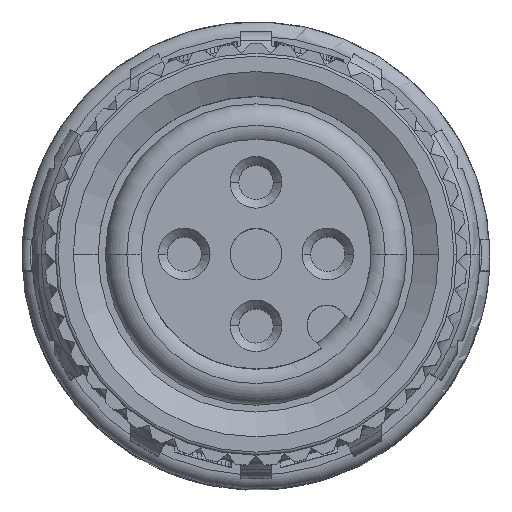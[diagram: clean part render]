
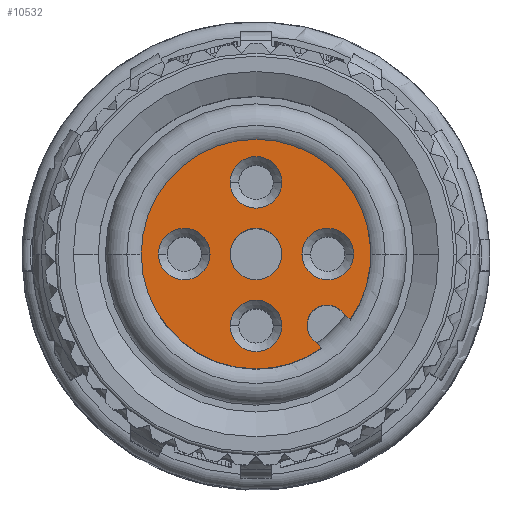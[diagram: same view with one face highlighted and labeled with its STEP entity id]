
A CAD part, top view. The second image highlights one B-rep face of the part: STEP entity #10532.
In plain terms, the highlighted planar face has unit normal (0, 0, 1).
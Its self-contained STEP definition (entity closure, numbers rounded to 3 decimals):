
#9115=FACE_BOUND('',#14238,.T.);
#9116=FACE_BOUND('',#14239,.T.);
#9117=FACE_BOUND('',#14240,.T.);
#9118=FACE_BOUND('',#14241,.T.);
#9119=FACE_BOUND('',#14242,.T.);
#9120=FACE_BOUND('',#14243,.T.);
#10532=ADVANCED_FACE('',(#9115,#9116,#9117,#9118,#9119,#9120),#11732,.T.);
#11732=PLANE('',#35984);
#14238=EDGE_LOOP('',(#26907,#26908));
#14239=EDGE_LOOP('',(#26909,#26910,#26911));
#14240=EDGE_LOOP('',(#26912,#26913,#26914));
#14241=EDGE_LOOP('',(#26915,#26916,#26917));
#14242=EDGE_LOOP('',(#26918,#26919,#26920));
#14243=EDGE_LOOP('',(#26921,#26922,#26923,#26924,#26925,#26926,#26927));
#17260=LINE('',#54067,#20417);
#17265=LINE('',#54077,#20422);
#20417=VECTOR('',#41782,1.);
#20422=VECTOR('',#41789,1.);
#26907=ORIENTED_EDGE('',*,*,#33726,.T.);
#26908=ORIENTED_EDGE('',*,*,#33727,.T.);
#26909=ORIENTED_EDGE('',*,*,#33728,.F.);
#26910=ORIENTED_EDGE('',*,*,#33729,.F.);
#26911=ORIENTED_EDGE('',*,*,#33730,.F.);
#26912=ORIENTED_EDGE('',*,*,#33731,.F.);
#26913=ORIENTED_EDGE('',*,*,#33732,.F.);
#26914=ORIENTED_EDGE('',*,*,#33733,.F.);
#26915=ORIENTED_EDGE('',*,*,#33734,.F.);
#26916=ORIENTED_EDGE('',*,*,#33735,.F.);
#26917=ORIENTED_EDGE('',*,*,#33736,.F.);
#26918=ORIENTED_EDGE('',*,*,#33737,.F.);
#26919=ORIENTED_EDGE('',*,*,#33738,.F.);
#26920=ORIENTED_EDGE('',*,*,#33739,.F.);
#26921=ORIENTED_EDGE('',*,*,#33740,.F.);
#26922=ORIENTED_EDGE('',*,*,#33741,.F.);
#26923=ORIENTED_EDGE('',*,*,#33742,.F.);
#26924=ORIENTED_EDGE('',*,*,#33722,.F.);
#26925=ORIENTED_EDGE('',*,*,#33698,.F.);
#26926=ORIENTED_EDGE('',*,*,#33743,.F.);
#26927=ORIENTED_EDGE('',*,*,#33717,.F.);
#30210=VERTEX_POINT('',#53958);
#30211=VERTEX_POINT('',#53959);
#30226=VERTEX_POINT('',#54066);
#30227=VERTEX_POINT('',#54068);
#30231=VERTEX_POINT('',#54078);
#30234=VERTEX_POINT('',#54156);
#30235=VERTEX_POINT('',#54157);
#30236=VERTEX_POINT('',#54160);
#30237=VERTEX_POINT('',#54161);
#30238=VERTEX_POINT('',#54163);
#30239=VERTEX_POINT('',#54166);
#30240=VERTEX_POINT('',#54167);
#30241=VERTEX_POINT('',#54169);
#30242=VERTEX_POINT('',#54172);
#30243=VERTEX_POINT('',#54173);
#30244=VERTEX_POINT('',#54175);
#30245=VERTEX_POINT('',#54178);
#30246=VERTEX_POINT('',#54179);
#30247=VERTEX_POINT('',#54181);
#30248=VERTEX_POINT('',#54184);
#30249=VERTEX_POINT('',#54186);
#33698=EDGE_CURVE('',#30210,#30211,#34454,.T.);
#33717=EDGE_CURVE('',#30226,#30227,#17260,.T.);
#33722=EDGE_CURVE('',#30211,#30231,#17265,.T.);
#33726=EDGE_CURVE('',#30234,#30235,#34464,.T.);
#33727=EDGE_CURVE('',#30235,#30234,#34465,.T.);
#33728=EDGE_CURVE('',#30236,#30237,#34466,.T.);
#33729=EDGE_CURVE('',#30238,#30236,#34467,.T.);
#33730=EDGE_CURVE('',#30237,#30238,#34468,.T.);
#33731=EDGE_CURVE('',#30239,#30240,#34469,.T.);
#33732=EDGE_CURVE('',#30241,#30239,#34470,.T.);
#33733=EDGE_CURVE('',#30240,#30241,#34471,.T.);
#33734=EDGE_CURVE('',#30242,#30243,#34472,.T.);
#33735=EDGE_CURVE('',#30244,#30242,#34473,.T.);
#33736=EDGE_CURVE('',#30243,#30244,#34474,.T.);
#33737=EDGE_CURVE('',#30245,#30246,#34475,.T.);
#33738=EDGE_CURVE('',#30247,#30245,#34476,.T.);
#33739=EDGE_CURVE('',#30246,#30247,#34477,.T.);
#33740=EDGE_CURVE('',#30248,#30226,#34478,.T.);
#33741=EDGE_CURVE('',#30249,#30248,#34479,.T.);
#33742=EDGE_CURVE('',#30231,#30249,#34480,.T.);
#33743=EDGE_CURVE('',#30227,#30210,#34481,.T.);
#34454=CIRCLE('',#35950,0.7);
#34464=CIRCLE('',#35966,0.9);
#34465=CIRCLE('',#35967,0.9);
#34466=CIRCLE('',#35968,0.9);
#34467=CIRCLE('',#35969,0.9);
#34468=CIRCLE('',#35970,0.9);
#34469=CIRCLE('',#35971,0.9);
#34470=CIRCLE('',#35972,0.9);
#34471=CIRCLE('',#35973,0.9);
#34472=CIRCLE('',#35974,0.9);
#34473=CIRCLE('',#35975,0.9);
#34474=CIRCLE('',#35976,0.9);
#34475=CIRCLE('',#35977,0.9);
#34476=CIRCLE('',#35978,0.9);
#34477=CIRCLE('',#35979,0.9);
#34478=CIRCLE('',#35980,4.);
#34479=CIRCLE('',#35981,4.);
#34480=CIRCLE('',#35982,4.);
#34481=CIRCLE('',#35983,0.7);
#35950=AXIS2_PLACEMENT_3D('',#53957,#41747,#41748);
#35966=AXIS2_PLACEMENT_3D('',#54155,#41793,#41794);
#35967=AXIS2_PLACEMENT_3D('',#54158,#41795,#41796);
#35968=AXIS2_PLACEMENT_3D('',#54159,#41797,#41798);
#35969=AXIS2_PLACEMENT_3D('',#54162,#41799,#41800);
#35970=AXIS2_PLACEMENT_3D('',#54164,#41801,#41802);
#35971=AXIS2_PLACEMENT_3D('',#54165,#41803,#41804);
#35972=AXIS2_PLACEMENT_3D('',#54168,#41805,#41806);
#35973=AXIS2_PLACEMENT_3D('',#54170,#41807,#41808);
#35974=AXIS2_PLACEMENT_3D('',#54171,#41809,#41810);
#35975=AXIS2_PLACEMENT_3D('',#54174,#41811,#41812);
#35976=AXIS2_PLACEMENT_3D('',#54176,#41813,#41814);
#35977=AXIS2_PLACEMENT_3D('',#54177,#41815,#41816);
#35978=AXIS2_PLACEMENT_3D('',#54180,#41817,#41818);
#35979=AXIS2_PLACEMENT_3D('',#54182,#41819,#41820);
#35980=AXIS2_PLACEMENT_3D('',#54183,#41821,#41822);
#35981=AXIS2_PLACEMENT_3D('',#54185,#41823,#41824);
#35982=AXIS2_PLACEMENT_3D('',#54187,#41825,#41826);
#35983=AXIS2_PLACEMENT_3D('',#54188,#41827,#41828);
#35984=AXIS2_PLACEMENT_3D('',#54189,#41829,#41830);
#41747=DIRECTION('',(0.,0.,1.));
#41748=DIRECTION('',(0.707,-0.707,0.));
#41782=DIRECTION('',(-0.707,0.707,0.));
#41789=DIRECTION('',(0.707,-0.707,0.));
#41793=DIRECTION('',(0.,0.,-1.));
#41794=DIRECTION('',(-1.,0.,0.));
#41795=DIRECTION('',(0.,0.,-1.));
#41796=DIRECTION('',(-1.,0.,0.));
#41797=DIRECTION('',(0.,0.,1.));
#41798=DIRECTION('',(0.,-1.,0.));
#41799=DIRECTION('',(0.,0.,1.));
#41800=DIRECTION('',(0.,-1.,0.));
#41801=DIRECTION('',(0.,0.,1.));
#41802=DIRECTION('',(0.,-1.,0.));
#41803=DIRECTION('',(0.,0.,1.));
#41804=DIRECTION('',(0.,-1.,0.));
#41805=DIRECTION('',(0.,0.,1.));
#41806=DIRECTION('',(0.,-1.,0.));
#41807=DIRECTION('',(0.,0.,1.));
#41808=DIRECTION('',(0.,-1.,0.));
#41809=DIRECTION('',(0.,0.,1.));
#41810=DIRECTION('',(0.,-1.,0.));
#41811=DIRECTION('',(0.,0.,1.));
#41812=DIRECTION('',(0.,-1.,0.));
#41813=DIRECTION('',(0.,0.,1.));
#41814=DIRECTION('',(0.,-1.,0.));
#41815=DIRECTION('',(0.,0.,1.));
#41816=DIRECTION('',(0.,-1.,0.));
#41817=DIRECTION('',(0.,0.,1.));
#41818=DIRECTION('',(0.,-1.,0.));
#41819=DIRECTION('',(0.,0.,1.));
#41820=DIRECTION('',(0.,-1.,0.));
#41821=DIRECTION('',(0.,0.,-1.));
#41822=DIRECTION('',(0.,1.,0.));
#41823=DIRECTION('',(0.,0.,-1.));
#41824=DIRECTION('',(0.,1.,0.));
#41825=DIRECTION('',(0.,0.,-1.));
#41826=DIRECTION('',(0.,1.,0.));
#41827=DIRECTION('',(0.,0.,1.));
#41828=DIRECTION('',(0.707,-0.707,0.));
#41829=DIRECTION('',(0.,0.,1.));
#41830=DIRECTION('',(0.707,-0.707,0.));
#53957=CARTESIAN_POINT('',(22.958,29.385,1.4));
#53958=CARTESIAN_POINT('',(22.463,29.88,1.4));
#53959=CARTESIAN_POINT('',(22.463,28.89,1.4));
#54066=CARTESIAN_POINT('',(23.762,29.57,1.4));
#54067=CARTESIAN_POINT('',(41.955,11.378,1.4));
#54068=CARTESIAN_POINT('',(23.453,29.88,1.4));
#54077=CARTESIAN_POINT('',(39.975,11.378,1.4));
#54078=CARTESIAN_POINT('',(22.772,28.581,1.4));
#54155=CARTESIAN_POINT('',(20.483,31.86,1.4));
#54156=CARTESIAN_POINT('',(19.583,31.86,1.4));
#54157=CARTESIAN_POINT('',(21.383,31.86,1.4));
#54158=CARTESIAN_POINT('',(20.483,31.86,1.4));
#54159=CARTESIAN_POINT('',(20.483,29.36,1.4));
#54160=CARTESIAN_POINT('',(21.383,29.36,1.4));
#54161=CARTESIAN_POINT('',(20.483,30.26,1.4));
#54162=CARTESIAN_POINT('',(20.483,29.36,1.4));
#54163=CARTESIAN_POINT('',(19.583,29.36,1.4));
#54164=CARTESIAN_POINT('',(20.483,29.36,1.4));
#54165=CARTESIAN_POINT('',(17.983,31.86,1.4));
#54166=CARTESIAN_POINT('',(18.883,31.86,1.4));
#54167=CARTESIAN_POINT('',(17.983,32.76,1.4));
#54168=CARTESIAN_POINT('',(17.983,31.86,1.4));
#54169=CARTESIAN_POINT('',(17.083,31.86,1.4));
#54170=CARTESIAN_POINT('',(17.983,31.86,1.4));
#54171=CARTESIAN_POINT('',(20.483,34.36,1.4));
#54172=CARTESIAN_POINT('',(19.583,34.36,1.4));
#54173=CARTESIAN_POINT('',(20.483,33.46,1.4));
#54174=CARTESIAN_POINT('',(20.483,34.36,1.4));
#54175=CARTESIAN_POINT('',(21.383,34.36,1.4));
#54176=CARTESIAN_POINT('',(20.483,34.36,1.4));
#54177=CARTESIAN_POINT('',(22.983,31.86,1.4));
#54178=CARTESIAN_POINT('',(22.083,31.86,1.4));
#54179=CARTESIAN_POINT('',(22.983,30.96,1.4));
#54180=CARTESIAN_POINT('',(22.983,31.86,1.4));
#54181=CARTESIAN_POINT('',(23.883,31.86,1.4));
#54182=CARTESIAN_POINT('',(22.983,31.86,1.4));
#54183=CARTESIAN_POINT('',(20.483,31.86,1.4));
#54184=CARTESIAN_POINT('',(20.483,35.86,1.4));
#54185=CARTESIAN_POINT('',(20.483,31.86,1.4));
#54186=CARTESIAN_POINT('',(20.483,27.86,1.4));
#54187=CARTESIAN_POINT('',(20.483,31.86,1.4));
#54188=CARTESIAN_POINT('',(22.958,29.385,1.4));
#54189=CARTESIAN_POINT('',(23.582,30.334,1.4));
